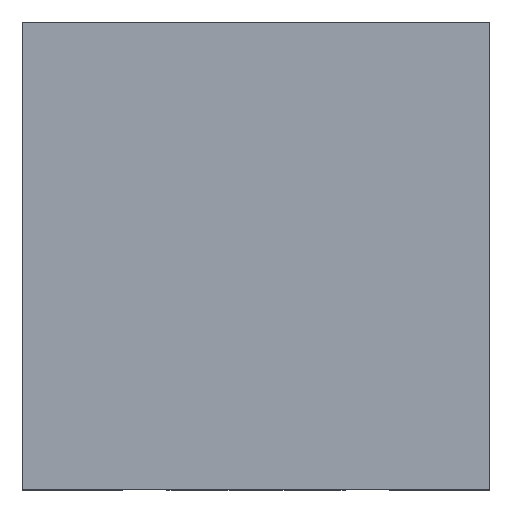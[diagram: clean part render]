
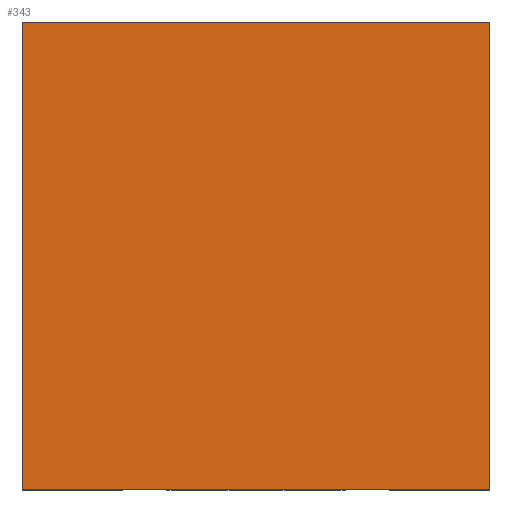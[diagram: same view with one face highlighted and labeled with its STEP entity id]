
A CAD part, top view. The second image highlights one B-rep face of the part: STEP entity #343.
In plain terms, the highlighted planar face has unit normal (0, 0, 1).
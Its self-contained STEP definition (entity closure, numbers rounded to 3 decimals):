
#343 = ADVANCED_FACE( '', ( #621 ), #622, .T. );
#621 = FACE_OUTER_BOUND( '', #897, .T. );
#622 = PLANE( '', #898 );
#897 = EDGE_LOOP( '', ( #1267, #1268, #1269, #1270 ) );
#898 = AXIS2_PLACEMENT_3D( '', #1271, #1272, #1273 );
#1267 = ORIENTED_EDGE( '', *, *, #2037, .T. );
#1268 = ORIENTED_EDGE( '', *, *, #2038, .T. );
#1269 = ORIENTED_EDGE( '', *, *, #1960, .T. );
#1270 = ORIENTED_EDGE( '', *, *, #2039, .T. );
#1271 = CARTESIAN_POINT( '', ( 0., 0., 1. ) );
#1272 = DIRECTION( '', ( 0., 0., 1. ) );
#1273 = DIRECTION( '', ( 1., 0., 0. ) );
#1960 = EDGE_CURVE( '', #2308, #2306, #2309, .T. );
#2037 = EDGE_CURVE( '', #2442, #2443, #2444, .T. );
#2038 = EDGE_CURVE( '', #2443, #2308, #2445, .T. );
#2039 = EDGE_CURVE( '', #2306, #2442, #2446, .T. );
#2306 = VERTEX_POINT( '', #2810 );
#2308 = VERTEX_POINT( '', #2813 );
#2309 = LINE( '', #2814, #2815 );
#2442 = VERTEX_POINT( '', #3007 );
#2443 = VERTEX_POINT( '', #3008 );
#2444 = LINE( '', #3009, #3010 );
#2445 = LINE( '', #3011, #3012 );
#2446 = LINE( '', #3013, #3014 );
#2810 = CARTESIAN_POINT( '', ( -1.575, -1.575, 1. ) );
#2813 = CARTESIAN_POINT( '', ( -1.575, 1.575, 1. ) );
#2814 = CARTESIAN_POINT( '', ( -1.575, 1.575, 1. ) );
#2815 = VECTOR( '', #3466, 1000. );
#3007 = CARTESIAN_POINT( '', ( 1.575, -1.575, 1. ) );
#3008 = CARTESIAN_POINT( '', ( 1.575, 1.575, 1. ) );
#3009 = CARTESIAN_POINT( '', ( 1.575, -1.575, 1. ) );
#3010 = VECTOR( '', #3535, 1000. );
#3011 = CARTESIAN_POINT( '', ( 1.575, 1.575, 1. ) );
#3012 = VECTOR( '', #3536, 1000. );
#3013 = CARTESIAN_POINT( '', ( -1.575, -1.575, 1. ) );
#3014 = VECTOR( '', #3537, 1000. );
#3466 = DIRECTION( '', ( 0., -1., 0. ) );
#3535 = DIRECTION( '', ( 0., 1., 0. ) );
#3536 = DIRECTION( '', ( -1., 0., 0. ) );
#3537 = DIRECTION( '', ( 1., 0., 0. ) );
